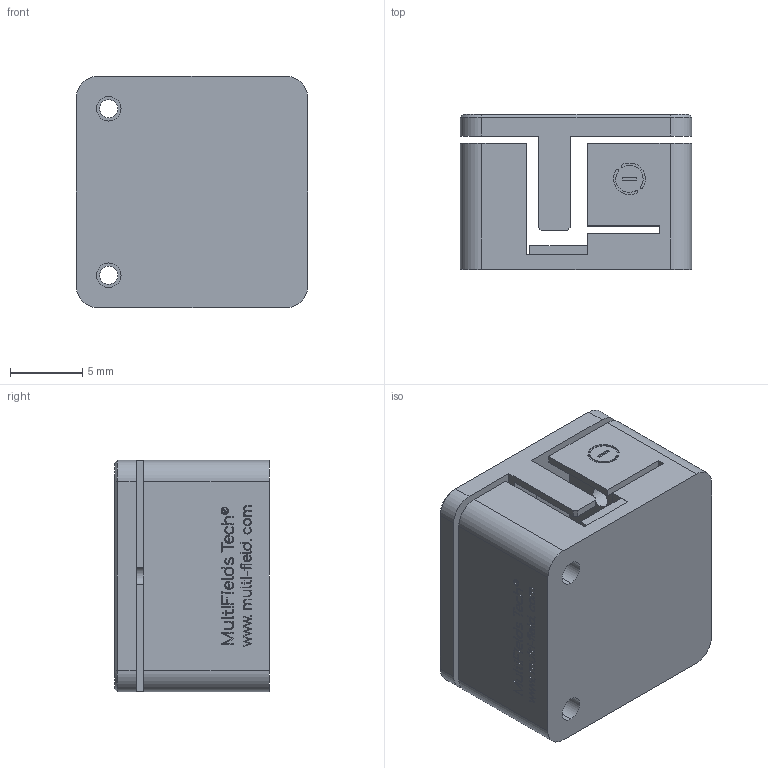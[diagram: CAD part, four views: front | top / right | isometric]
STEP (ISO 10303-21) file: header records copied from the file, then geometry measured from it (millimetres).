
FILE_DESCRIPTION (( 'STEP AP203' ), '1' );
FILE_NAME ('Linear16-X_web.STEP', '2025-07-16T11:18:46', ( '' ), ( '' ), 'SwSTEP 2.0', 'SolidWorks 2020', '' );
FILE_SCHEMA (( 'CONFIG_CONTROL_DESIGN' ));
Length unit declared in the file: millimetre
Products named in the file (4): 葩璃 萇郯沭16-4-0.635^Linear16-X_web湖梓; 葩璃 Flex_base_ver4^Linear16-X_web湖梓; Linear16-X_web; 葩璃 階啣_ver1^Linear16-X_web湖梓
Assembly tree (3 placements, depth 2):
  Linear16-X_web
    葩璃 Flex_base_ver4^Linear16-X_web湖梓
    葩璃 萇郯沭16-4-0.635^Linear16-X_web湖梓
    葩璃 階啣_ver1^Linear16-X_web湖梓
Bounding box: 16 x 10.7 x 16 mm (x, y, z)
Volume: 1491.2 mm3; surface area: 2360.9 mm2
Topology: 3 solids, 3 shells, 1245 faces, 3500 edges, 2324 vertices
Faces by surface type: bspline 867, plane 314, cylinder 40, cone 24
Entity records: 46272 total; most frequent: CARTESIAN_POINT 19588, ORIENTED_EDGE 7000, EDGE_CURVE 3500, DIRECTION 2644, VERTEX_POINT 2324, B_SPLINE_CURVE_WITH_KNOTS 1736, LINE 1652, VECTOR 1652
